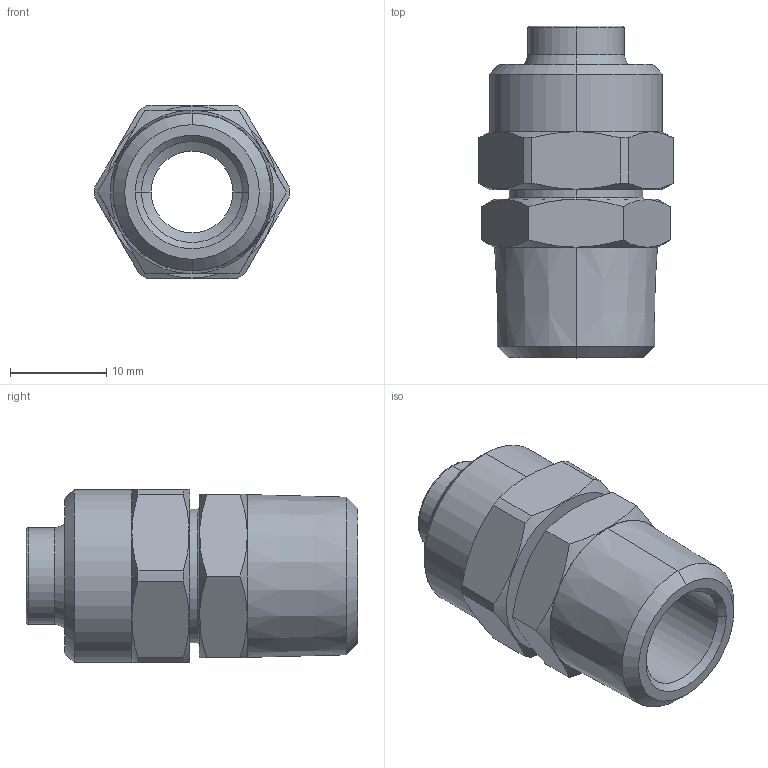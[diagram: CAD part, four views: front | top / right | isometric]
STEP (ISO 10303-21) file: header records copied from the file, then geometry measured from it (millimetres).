
FILE_DESCRIPTION(( 'MC.11.12.38.STEP' ), '1');
FILE_NAME( 'MC.11.12.38.STEP', '2019-06-20T09:00:51',( 'Sopra'),('sopra-pneumatic.com'), 'SwSTEP 2.0','SolidWorks 2009','' );
FILE_SCHEMA (( 'CONFIG_CONTROL_DESIGN' ));
Length unit declared in the file: millimetre
Products named in the file (1): 02010063
Bounding box: 20.2 x 34.5 x 18 mm (x, y, z)
Volume: 5142.3 mm3; surface area: 3472.3 mm2
Topology: 1 solids, 1 shells, 75 faces, 168 edges, 100 vertices
Faces by surface type: cone 32, cylinder 20, plane 19, torus 4
Entity records: 2351 total; most frequent: CARTESIAN_POINT 624, DIRECTION 356, ORIENTED_EDGE 336, EDGE_CURVE 168, AXIS2_PLACEMENT_3D 152, VERTEX_POINT 100, EDGE_LOOP 82, CIRCLE 76
